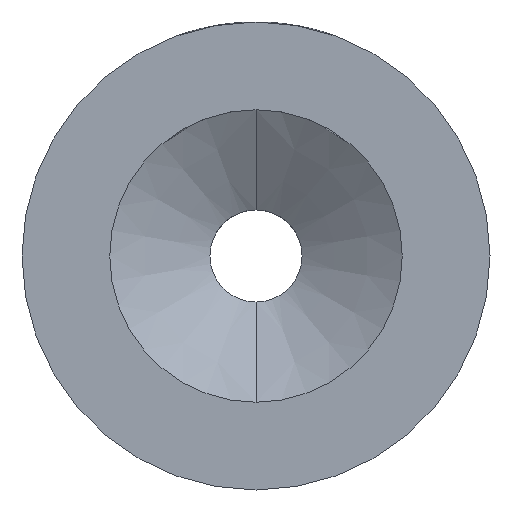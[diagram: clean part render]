
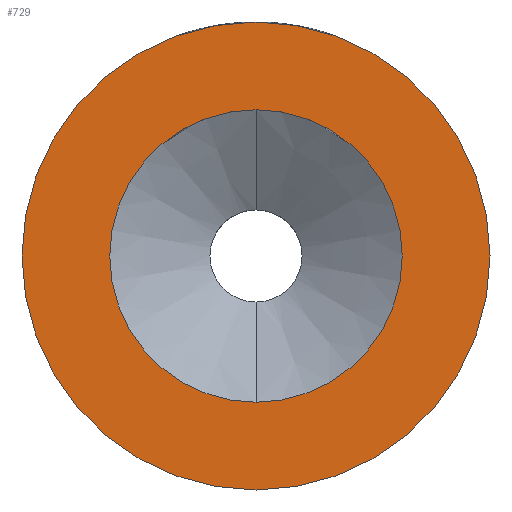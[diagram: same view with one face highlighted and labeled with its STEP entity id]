
A CAD part, front view. The second image highlights one B-rep face of the part: STEP entity #729.
In plain terms, the highlighted planar face has unit normal (0, -1, 0).
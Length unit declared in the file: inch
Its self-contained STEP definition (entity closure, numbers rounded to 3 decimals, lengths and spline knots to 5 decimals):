
#60 = AXIS2_PLACEMENT_3D ( 'NONE', #102, #99, #97 ) ;
#63 = AXIS2_PLACEMENT_3D ( 'NONE', #250, #249, #247 ) ;
#67 = CIRCLE ( 'NONE', #60, 0.3 ) ;
#75 = CIRCLE ( 'NONE', #63, 0.1875 ) ;
#97 = DIRECTION ( 'NONE',  ( 0., 0., 1. ) ) ;
#99 = DIRECTION ( 'NONE',  ( 0., 1., 0. ) ) ;
#100 = AXIS2_PLACEMENT_3D ( 'NONE', #429, #413, #412 ) ;
#102 = CARTESIAN_POINT ( 'NONE',  ( 0., 0., 0. ) ) ;
#135 = FACE_OUTER_BOUND ( 'NONE', #370, .T. ) ;
#148 = FACE_BOUND ( 'NONE', #383, .T. ) ;
#222 = CIRCLE ( 'NONE', #236, 0.1875 ) ;
#236 = AXIS2_PLACEMENT_3D ( 'NONE', #628, #690, #636 ) ;
#247 = DIRECTION ( 'NONE',  ( 0., 0., -1. ) ) ;
#249 = DIRECTION ( 'NONE',  ( 0., -1., 0. ) ) ;
#250 = CARTESIAN_POINT ( 'NONE',  ( 0., 0., 0. ) ) ;
#266 = AXIS2_PLACEMENT_3D ( 'NONE', #577, #817, #622 ) ;
#301 = CIRCLE ( 'NONE', #266, 0.3 ) ;
#328 = VERTEX_POINT ( 'NONE', #814 ) ;
#332 = VERTEX_POINT ( 'NONE', #704 ) ;
#370 = EDGE_LOOP ( 'NONE', ( #639, #789 ) ) ;
#383 = EDGE_LOOP ( 'NONE', ( #750, #603 ) ) ;
#400 = EDGE_CURVE ( 'NONE', #328, #332, #301, .T. ) ;
#412 = DIRECTION ( 'NONE',  ( 0., 0., 1. ) ) ;
#413 = DIRECTION ( 'NONE',  ( 0., 1., 0. ) ) ;
#427 = PLANE ( 'NONE',  #100 ) ;
#429 = CARTESIAN_POINT ( 'NONE',  ( 0., 0., 0. ) ) ;
#500 = CARTESIAN_POINT ( 'NONE',  ( 0., 0., 0.1875 ) ) ;
#560 = CARTESIAN_POINT ( 'NONE',  ( 0., 0., -0.1875 ) ) ;
#577 = CARTESIAN_POINT ( 'NONE',  ( 0., 0., 0. ) ) ;
#590 = VERTEX_POINT ( 'NONE', #560 ) ;
#603 = ORIENTED_EDGE ( 'NONE', *, *, #647, .F. ) ;
#622 = DIRECTION ( 'NONE',  ( 0., 0., 1. ) ) ;
#628 = CARTESIAN_POINT ( 'NONE',  ( 0., 0., 0. ) ) ;
#636 = DIRECTION ( 'NONE',  ( 0., 0., -1. ) ) ;
#639 = ORIENTED_EDGE ( 'NONE', *, *, #400, .F. ) ;
#647 = EDGE_CURVE ( 'NONE', #684, #590, #222, .T. ) ;
#684 = VERTEX_POINT ( 'NONE', #500 ) ;
#690 = DIRECTION ( 'NONE',  ( 0., -1., 0. ) ) ;
#704 = CARTESIAN_POINT ( 'NONE',  ( 0., 0., 0.3 ) ) ;
#729 = ADVANCED_FACE ( 'NONE', ( #148, #135 ), #427, .F. ) ;
#750 = ORIENTED_EDGE ( 'NONE', *, *, #787, .F. ) ;
#787 = EDGE_CURVE ( 'NONE', #590, #684, #75, .T. ) ;
#789 = ORIENTED_EDGE ( 'NONE', *, *, #822, .F. ) ;
#814 = CARTESIAN_POINT ( 'NONE',  ( 0., 0., -0.3 ) ) ;
#817 = DIRECTION ( 'NONE',  ( 0., 1., 0. ) ) ;
#822 = EDGE_CURVE ( 'NONE', #332, #328, #67, .T. ) ;
